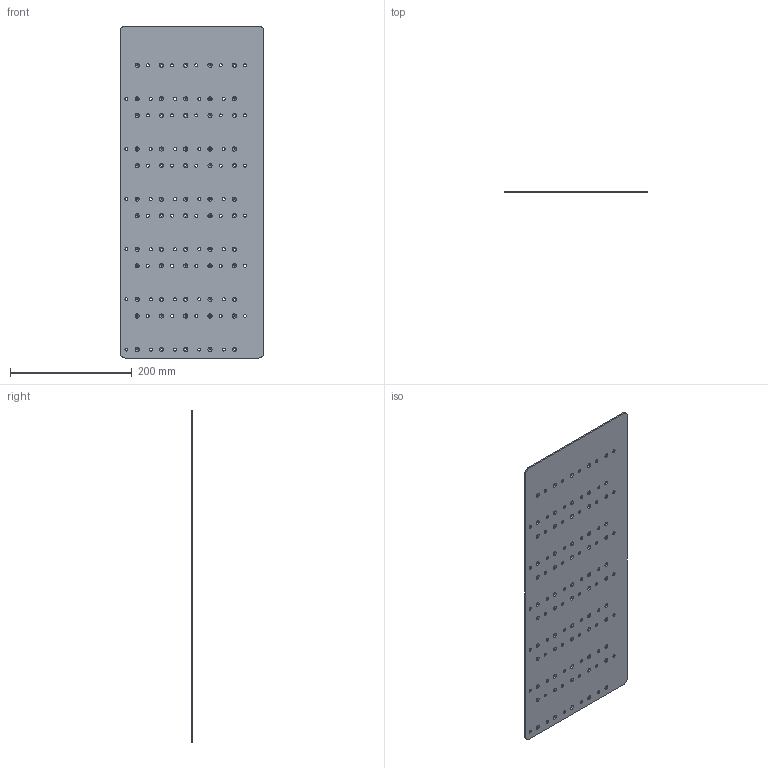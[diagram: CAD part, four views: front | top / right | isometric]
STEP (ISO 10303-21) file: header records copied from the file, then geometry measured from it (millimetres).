
FILE_DESCRIPTION (( 'STEP AP214' ), '1' );
FILE_NAME ('ENCLOSURE, PLATE.STEP', '2023-06-26T04:32:21', ( '' ), ( '' ), 'SwSTEP 2.0', 'SolidWorks 2023', '' );
FILE_SCHEMA (( 'AUTOMOTIVE_DESIGN' ));
Length unit declared in the file: millimetre
Products named in the file (1): ENCLOSURE, PLATE
Bounding box: 236.3 x 2.29 x 546.3 mm (x, y, z)
Volume: 289819.7 mm3; surface area: 261431.1 mm2
Topology: 1 solids, 1 shells, 370 faces, 984 edges, 616 vertices
Faces by surface type: cylinder 244, cone 120, plane 6
Entity records: 12199 total; most frequent: DIRECTION 2334, CARTESIAN_POINT 1971, ORIENTED_EDGE 1968, EDGE_CURVE 984, AXIS2_PLACEMENT_3D 979, VERTEX_POINT 616, EDGE_LOOP 610, CIRCLE 608
